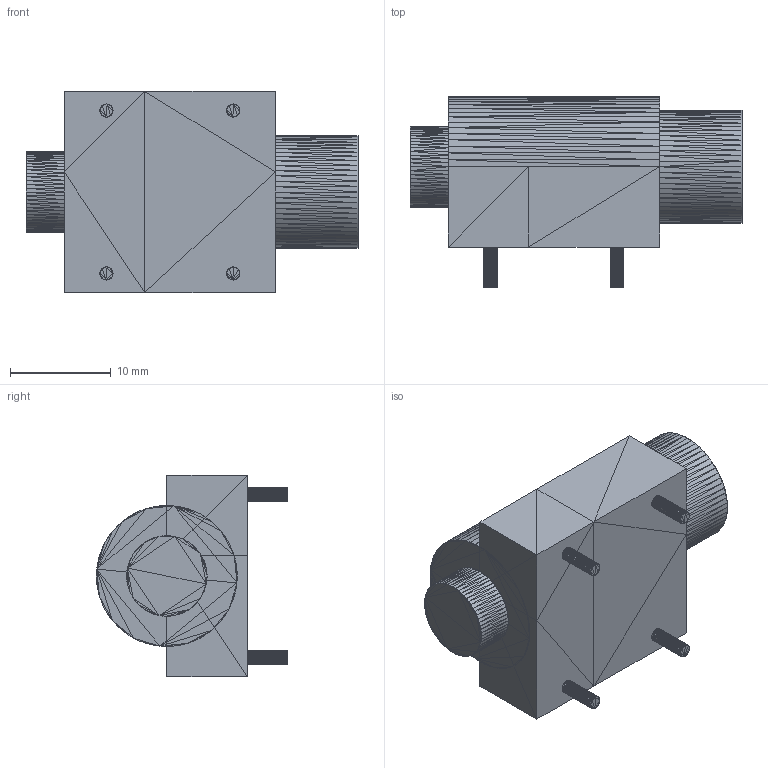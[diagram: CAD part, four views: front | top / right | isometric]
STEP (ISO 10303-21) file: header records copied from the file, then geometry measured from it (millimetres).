
FILE_DESCRIPTION(('CAx-IF Rec.Pracs.---Model Styling and Organization---1.5---2016-08-15','CAx-IF Rec.Pracs.---Geometric and Assembly Validation Properties---4.4---2016-08-17','CAx-IF Rec.Pracs.---User Defined Attributes---1.5---2016-08-15','CAx-IF Rec.Pracs.---External References---2.1---2005-01-19'),'2;1');
FILE_NAME('jack.stp','2020-08-21T23:00:01',('Unspecified'),('Unspecified'),'CAD Exchanger 3.8.1 (cadexchanger.com)','Unspecified','');
FILE_SCHEMA(('AUTOMOTIVE_DESIGN { 1 0 10303 214 1 1 1 1 }'));
Length unit declared in the file: millimetre
Products named in the file (2): Cube
Assembly tree (1 placements, depth 2):
  Cube
    Cube
Bounding box: 33 x 19 x 20 mm (x, y, z)
Surface area: 3483.5 mm2 (no closed solid volume)
Topology: 0 solids, 1792 shells, 1792 faces, 5376 edges, 5376 vertices
Faces by surface type: plane 1792
Entity records: 19754 total; most frequent: CARTESIAN_POINT 7170, DIRECTION 3588, AXIS2_PLACEMENT_3D 1794, FACE_SURFACE 1792, FACE_OUTER_BOUND 1792, POLY_LOOP 1792, PLANE 1792, PRODUCT_DEFINITION_SHAPE 3
